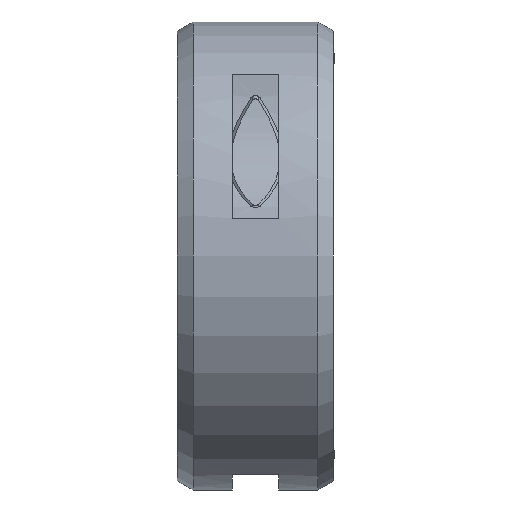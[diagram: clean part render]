
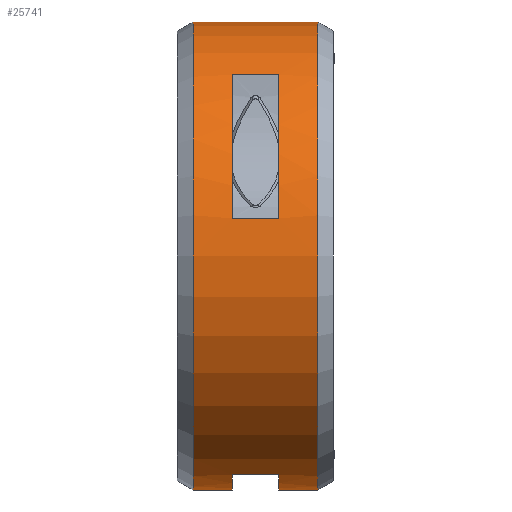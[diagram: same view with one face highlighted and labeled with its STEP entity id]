
A CAD part, left-side view. The second image highlights one B-rep face of the part: STEP entity #25741.
In plain terms, the highlighted cylindrical face has radius 15 mm (diameter 30 mm), a partial arc.
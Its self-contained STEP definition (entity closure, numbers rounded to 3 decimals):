
#24200=CARTESIAN_POINT('',(0.,4.,0.));
#24201=DIRECTION('',(0.,1.,0.));
#24202=DIRECTION('',(0.,0.,-1.));
#24203=AXIS2_PLACEMENT_3D('',#24200,#24201,#24202);
#24567=CARTESIAN_POINT('',(0.,-1.5,0.));
#24568=DIRECTION('',(0.,-1.,0.));
#24569=DIRECTION('',(-0.354,0.,-0.935));
#24570=AXIS2_PLACEMENT_3D('',#24567,#24568,#24569);
#24575=DIRECTION('',(0.,-1.,0.));
#24576=VECTOR('',#24575,3.);
#24577=CARTESIAN_POINT('',(-5.312,1.5,-14.028));
#24578=LINE('',#24577,#24576);
#24582=CARTESIAN_POINT('',(0.,1.5,0.));
#24583=DIRECTION('',(0.,-1.,0.));
#24584=DIRECTION('',(-0.354,0.,-0.935));
#24585=AXIS2_PLACEMENT_3D('',#24582,#24583,#24584);
#24590=DIRECTION('',(0.,1.,0.));
#24591=VECTOR('',#24590,2.5);
#24592=CARTESIAN_POINT('',(0.,1.5,-15.));
#24593=LINE('',#24592,#24591);
#24597=DIRECTION('',(0.,1.,0.));
#24598=VECTOR('',#24597,8.);
#24599=CARTESIAN_POINT('',(0.,-4.,15.));
#24600=LINE('',#24599,#24598);
#24604=CARTESIAN_POINT('',(0.,-4.,0.));
#24605=DIRECTION('',(0.,1.,0.));
#24606=DIRECTION('',(0.,0.,-1.));
#24607=AXIS2_PLACEMENT_3D('',#24604,#24605,#24606);
#24612=DIRECTION('',(0.,1.,0.));
#24613=VECTOR('',#24612,2.5);
#24614=CARTESIAN_POINT('',(0.,-4.,-15.));
#24615=LINE('',#24614,#24613);
#24619=CARTESIAN_POINT('',(0.,-1.5,0.));
#24620=DIRECTION('',(0.,-1.,0.));
#24621=DIRECTION('',(-0.633,0.,0.774));
#24622=AXIS2_PLACEMENT_3D('',#24619,#24620,#24621);
#24627=DIRECTION('',(0.,-1.,0.));
#24628=VECTOR('',#24627,3.);
#24629=CARTESIAN_POINT('',(-9.492,1.5,11.615));
#24630=LINE('',#24629,#24628);
#24634=CARTESIAN_POINT('',(0.,1.5,0.));
#24635=DIRECTION('',(0.,-1.,0.));
#24636=DIRECTION('',(-0.633,0.,0.774));
#24637=AXIS2_PLACEMENT_3D('',#24634,#24635,#24636);
#24642=DIRECTION('',(0.,-1.,0.));
#24643=VECTOR('',#24642,3.);
#24644=CARTESIAN_POINT('',(-14.805,1.5,2.413));
#24645=LINE('',#24644,#24643);
#25016=CARTESIAN_POINT('',(0.,-4.,-15.));
#25018=VERTEX_POINT('',#25016);
#25019=CARTESIAN_POINT('',(0.,4.,-15.));
#25021=VERTEX_POINT('',#25019);
#25048=CARTESIAN_POINT('',(0.,-4.,15.));
#25050=VERTEX_POINT('',#25048);
#25051=CARTESIAN_POINT('',(0.,4.,15.));
#25052=VERTEX_POINT('',#25051);
#25065=CARTESIAN_POINT('',(0.,-1.5,-15.));
#25067=VERTEX_POINT('',#25065);
#25069=CARTESIAN_POINT('',(0.,1.5,-15.));
#25071=VERTEX_POINT('',#25069);
#25079=CARTESIAN_POINT('',(-5.312,-1.5,-14.028));
#25080=VERTEX_POINT('',#25079);
#25081=CARTESIAN_POINT('',(-5.312,1.5,-14.028));
#25082=VERTEX_POINT('',#25081);
#25115=CARTESIAN_POINT('',(-9.492,-1.5,11.615));
#25116=CARTESIAN_POINT('',(-14.805,-1.5,2.413));
#25117=VERTEX_POINT('',#25115);
#25118=VERTEX_POINT('',#25116);
#25119=CARTESIAN_POINT('',(-9.492,1.5,11.615));
#25120=CARTESIAN_POINT('',(-14.805,1.5,2.413));
#25121=VERTEX_POINT('',#25119);
#25122=VERTEX_POINT('',#25120);
#25715=CARTESIAN_POINT('',(0.,15.589,0.));
#25716=DIRECTION('',(0.,-1.,0.));
#25717=DIRECTION('',(0.,0.,1.));
#25718=AXIS2_PLACEMENT_3D('',#25715,#25716,#25717);
#25719=CYLINDRICAL_SURFACE('',#25718,15.);
#25720=ORIENTED_EDGE('',*,*,#25409,.F.);
#25721=ORIENTED_EDGE('',*,*,#25676,.F.);
#25722=ORIENTED_EDGE('',*,*,#25700,.T.);
#25723=ORIENTED_EDGE('',*,*,#25372,.T.);
#25724=ORIENTED_EDGE('',*,*,#25326,.T.);
#25725=ORIENTED_EDGE('',*,*,#25369,.F.);
#25727=ORIENTED_EDGE('',*,*,#25726,.F.);
#25728=ORIENTED_EDGE('',*,*,#25365,.T.);
#25729=EDGE_LOOP('',(#25720,#25721,#25722,#25723,#25724,#25725,#25727,#25728));
#25730=FACE_OUTER_BOUND('',#25729,.F.);
#25732=ORIENTED_EDGE('',*,*,#25731,.F.);
#25734=ORIENTED_EDGE('',*,*,#25733,.F.);
#25736=ORIENTED_EDGE('',*,*,#25735,.T.);
#25738=ORIENTED_EDGE('',*,*,#25737,.T.);
#25739=EDGE_LOOP('',(#25732,#25734,#25736,#25738));
#25740=FACE_BOUND('',#25739,.F.);
#24204=CIRCLE('',#24203,15.);
#24571=CIRCLE('',#24570,15.);
#24586=CIRCLE('',#24585,15.);
#24608=CIRCLE('',#24607,15.);
#24623=CIRCLE('',#24622,15.);
#24638=CIRCLE('',#24637,15.);
#25326=EDGE_CURVE('',#25021,#25052,#24204,.T.);
#25365=EDGE_CURVE('',#25018,#25067,#24615,.T.);
#25369=EDGE_CURVE('',#25050,#25052,#24600,.T.);
#25372=EDGE_CURVE('',#25071,#25021,#24593,.T.);
#25409=EDGE_CURVE('',#25080,#25067,#24571,.T.);
#25676=EDGE_CURVE('',#25082,#25080,#24578,.T.);
#25700=EDGE_CURVE('',#25082,#25071,#24586,.T.);
#25726=EDGE_CURVE('',#25018,#25050,#24608,.T.);
#25731=EDGE_CURVE('',#25117,#25118,#24623,.T.);
#25733=EDGE_CURVE('',#25121,#25117,#24630,.T.);
#25735=EDGE_CURVE('',#25121,#25122,#24638,.T.);
#25737=EDGE_CURVE('',#25122,#25118,#24645,.T.);
#25741=ADVANCED_FACE('',(#25730,#25740),#25719,.T.);
